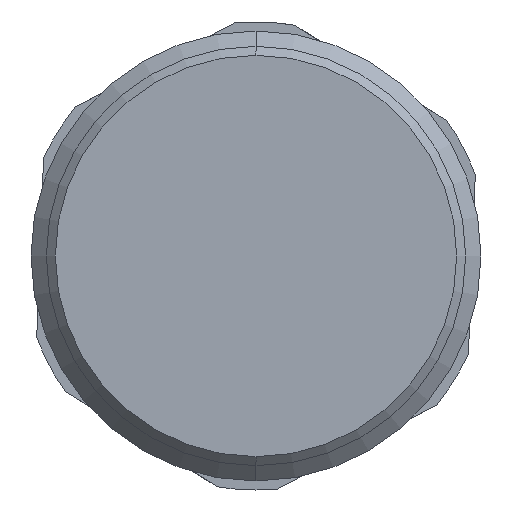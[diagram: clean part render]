
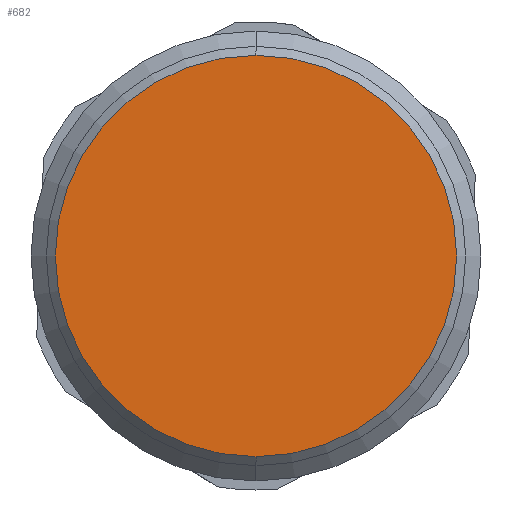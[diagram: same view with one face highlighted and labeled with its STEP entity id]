
A CAD part, front view. The second image highlights one B-rep face of the part: STEP entity #682.
In plain terms, the highlighted planar face has unit normal (0, -1, 0).
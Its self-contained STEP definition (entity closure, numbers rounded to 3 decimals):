
#11 = CARTESIAN_POINT ( 'NONE',  ( 0., 0., 0. ) ) ;
#26 = CARTESIAN_POINT ( 'NONE',  ( 0., 0., 0. ) ) ;
#28 = DIRECTION ( 'NONE',  ( 0., 0., 1. ) ) ;
#44 = DIRECTION ( 'NONE',  ( 0., 0., 1. ) ) ;
#46 = DIRECTION ( 'NONE',  ( 0., -1., 0. ) ) ;
#72 = CARTESIAN_POINT ( 'NONE',  ( 0., 0., -11.15 ) ) ;
#131 = DIRECTION ( 'NONE',  ( 0., 1., 0. ) ) ;
#162 = PLANE ( 'NONE',  #1367 ) ;
#196 = CARTESIAN_POINT ( 'NONE',  ( 0., 0., 11.15 ) ) ;
#511 = EDGE_CURVE ( 'NONE', #1138, #1107, #692, .T. ) ;
#528 = EDGE_CURVE ( 'NONE', #1107, #1138, #604, .T. ) ;
#604 = CIRCLE ( 'NONE', #1462, 11.15 ) ;
#682 = ADVANCED_FACE ( 'NONE', ( #1263 ), #162, .F. ) ;
#692 = CIRCLE ( 'NONE', #1343, 11.15 ) ;
#729 = ORIENTED_EDGE ( 'NONE', *, *, #528, .T. ) ;
#774 = DIRECTION ( 'NONE',  ( 0., 0., 1. ) ) ;
#775 = DIRECTION ( 'NONE',  ( 0., -1., 0. ) ) ;
#792 = CARTESIAN_POINT ( 'NONE',  ( 0., 0., 0. ) ) ;
#962 = ORIENTED_EDGE ( 'NONE', *, *, #511, .T. ) ;
#1028 = EDGE_LOOP ( 'NONE', ( #729, #962 ) ) ;
#1107 = VERTEX_POINT ( 'NONE', #196 ) ;
#1138 = VERTEX_POINT ( 'NONE', #72 ) ;
#1263 = FACE_OUTER_BOUND ( 'NONE', #1028, .T. ) ;
#1343 = AXIS2_PLACEMENT_3D ( 'NONE', #792, #775, #774 ) ;
#1367 = AXIS2_PLACEMENT_3D ( 'NONE', #26, #131, #44 ) ;
#1462 = AXIS2_PLACEMENT_3D ( 'NONE', #11, #46, #28 ) ;
